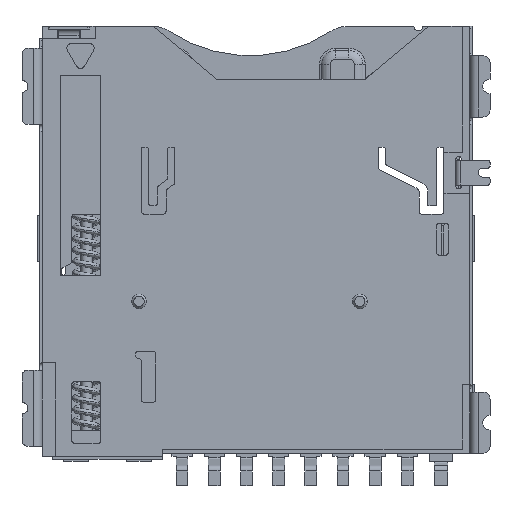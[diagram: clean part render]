
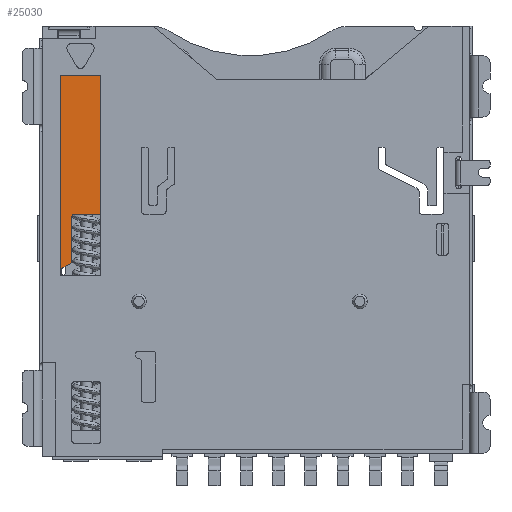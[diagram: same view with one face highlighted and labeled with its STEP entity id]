
A CAD part, front view. The second image highlights one B-rep face of the part: STEP entity #25030.
In plain terms, the highlighted planar face has unit normal (0, -1, 0).
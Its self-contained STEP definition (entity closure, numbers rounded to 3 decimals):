
#213 = EDGE_CURVE ( 'NONE', #40140, #31745, #637, .T. ) ;
#532 = CARTESIAN_POINT ( 'NONE',  ( -6.203, 0.1, 0.825 ) ) ;
#637 = CIRCLE ( 'NONE', #12400, 0.097 ) ;
#778 = AXIS2_PLACEMENT_3D ( 'NONE', #11714, #39785, #37033 ) ;
#1020 = AXIS2_PLACEMENT_3D ( 'NONE', #15922, #40576, #6117 ) ;
#1338 = CARTESIAN_POINT ( 'NONE',  ( -6.3, 0.1, 0.728 ) ) ;
#1740 = LINE ( 'NONE', #37928, #10562 ) ;
#2044 = EDGE_CURVE ( 'NONE', #21333, #13825, #4470, .T. ) ;
#2520 = EDGE_CURVE ( 'NONE', #12305, #34232, #19233, .T. ) ;
#3129 = VECTOR ( 'NONE', #29620, 1000. ) ;
#3454 = DIRECTION ( 'NONE',  ( 1., 0., 0. ) ) ;
#3607 = VERTEX_POINT ( 'NONE', #32589 ) ;
#4198 = CIRCLE ( 'NONE', #37223, 0.097 ) ;
#4470 = LINE ( 'NONE', #17116, #8864 ) ;
#4592 = ORIENTED_EDGE ( 'NONE', *, *, #18058, .T. ) ;
#4759 = DIRECTION ( 'NONE',  ( 0., 1., 0. ) ) ;
#4822 = ORIENTED_EDGE ( 'NONE', *, *, #9426, .T. ) ;
#4872 = VECTOR ( 'NONE', #31122, 1000. ) ;
#4967 = VECTOR ( 'NONE', #13902, 1000. ) ;
#5844 = LINE ( 'NONE', #9267, #4872 ) ;
#6117 = DIRECTION ( 'NONE',  ( 1., 0., 0. ) ) ;
#6551 = AXIS2_PLACEMENT_3D ( 'NONE', #26226, #7553, #20050 ) ;
#6754 = ORIENTED_EDGE ( 'NONE', *, *, #2520, .T. ) ;
#7552 = ORIENTED_EDGE ( 'NONE', *, *, #36213, .F. ) ;
#7553 = DIRECTION ( 'NONE',  ( 0., -1., 0. ) ) ;
#8581 = CARTESIAN_POINT ( 'NONE',  ( -6.7, 0.1, 5.58 ) ) ;
#8739 = CIRCLE ( 'NONE', #21724, 0.097 ) ;
#8864 = VECTOR ( 'NONE', #26537, 1000. ) ;
#9267 = CARTESIAN_POINT ( 'NONE',  ( -6.7, 0.1, -1.275 ) ) ;
#9426 = EDGE_CURVE ( 'NONE', #25797, #12305, #5844, .T. ) ;
#9982 = ORIENTED_EDGE ( 'NONE', *, *, #25202, .T. ) ;
#10562 = VECTOR ( 'NONE', #16435, 1000. ) ;
#10705 = CIRCLE ( 'NONE', #1020, 0.097 ) ;
#11304 = ORIENTED_EDGE ( 'NONE', *, *, #12329, .T. ) ;
#11522 = ORIENTED_EDGE ( 'NONE', *, *, #18555, .T. ) ;
#11595 = ORIENTED_EDGE ( 'NONE', *, *, #23487, .T. ) ;
#11714 = CARTESIAN_POINT ( 'NONE',  ( -6.553, 0.1, -1.178 ) ) ;
#11879 = VECTOR ( 'NONE', #25447, 1000. ) ;
#11959 = VERTEX_POINT ( 'NONE', #30019 ) ;
#12271 = VECTOR ( 'NONE', #36055, 1000. ) ;
#12305 = VERTEX_POINT ( 'NONE', #19151 ) ;
#12329 = EDGE_CURVE ( 'NONE', #13825, #25797, #30504, .T. ) ;
#12400 = AXIS2_PLACEMENT_3D ( 'NONE', #39465, #4759, #26846 ) ;
#13359 = VECTOR ( 'NONE', #30678, 1000. ) ;
#13825 = VERTEX_POINT ( 'NONE', #35789 ) ;
#13902 = DIRECTION ( 'NONE',  ( 1., 0., 0. ) ) ;
#14289 = CARTESIAN_POINT ( 'NONE',  ( -6.65, 0.1, 0. ) ) ;
#15922 = CARTESIAN_POINT ( 'NONE',  ( -6.553, 0.1, -1.083 ) ) ;
#16042 = FACE_OUTER_BOUND ( 'NONE', #21232, .T. ) ;
#16434 = CARTESIAN_POINT ( 'NONE',  ( -6.3, 0.1, -0.769 ) ) ;
#16435 = DIRECTION ( 'NONE',  ( 0.866, 0., 0.5 ) ) ;
#17116 = CARTESIAN_POINT ( 'NONE',  ( -5.3, 0.1, -1.275 ) ) ;
#18058 = EDGE_CURVE ( 'NONE', #25139, #28539, #10705, .T. ) ;
#18245 = ORIENTED_EDGE ( 'NONE', *, *, #2044, .T. ) ;
#18456 = CARTESIAN_POINT ( 'NONE',  ( -6.3, 0.1, 0. ) ) ;
#18555 = EDGE_CURVE ( 'NONE', #11959, #33050, #8739, .T. ) ;
#18951 = DIRECTION ( 'NONE',  ( 0., -1., 0. ) ) ;
#19151 = CARTESIAN_POINT ( 'NONE',  ( -6.7, 0.1, -1.275 ) ) ;
#19233 = LINE ( 'NONE', #39051, #3129 ) ;
#19920 = ORIENTED_EDGE ( 'NONE', *, *, #19951, .T. ) ;
#19951 = EDGE_CURVE ( 'NONE', #28539, #11959, #1740, .T. ) ;
#20050 = DIRECTION ( 'NONE',  ( 0., 0., -1. ) ) ;
#20143 = CARTESIAN_POINT ( 'NONE',  ( -5.397, 0.1, 0.825 ) ) ;
#20220 = CARTESIAN_POINT ( 'NONE',  ( -6.553, 0.1, -1.275 ) ) ;
#21232 = EDGE_LOOP ( 'NONE', ( #18245, #11304, #4822, #6754, #9982, #11595, #4592, #19920, #11522, #38394, #33406, #33017, #7552 ) ) ;
#21333 = VERTEX_POINT ( 'NONE', #30216 ) ;
#21724 = AXIS2_PLACEMENT_3D ( 'NONE', #38298, #35271, #3454 ) ;
#22118 = DIRECTION ( 'NONE',  ( 1., 0., 0. ) ) ;
#22482 = EDGE_CURVE ( 'NONE', #33050, #40140, #23588, .T. ) ;
#23479 = EDGE_CURVE ( 'NONE', #31745, #25689, #38225, .T. ) ;
#23487 = EDGE_CURVE ( 'NONE', #3607, #25139, #32349, .T. ) ;
#23588 = LINE ( 'NONE', #18456, #13359 ) ;
#25030 = ADVANCED_FACE ( 'NONE', ( #16042 ), #38833, .T. ) ;
#25139 = VERTEX_POINT ( 'NONE', #33081 ) ;
#25202 = EDGE_CURVE ( 'NONE', #34232, #3607, #40046, .T. ) ;
#25447 = DIRECTION ( 'NONE',  ( -1., 0., 0. ) ) ;
#25689 = VERTEX_POINT ( 'NONE', #20143 ) ;
#25797 = VERTEX_POINT ( 'NONE', #8581 ) ;
#26226 = CARTESIAN_POINT ( 'NONE',  ( 0., 0.1, 0. ) ) ;
#26537 = DIRECTION ( 'NONE',  ( 0., 0., 1. ) ) ;
#26846 = DIRECTION ( 'NONE',  ( 1., 0., 0. ) ) ;
#28539 = VERTEX_POINT ( 'NONE', #32857 ) ;
#29496 = CARTESIAN_POINT ( 'NONE',  ( 0., 0.1, 0.825 ) ) ;
#29620 = DIRECTION ( 'NONE',  ( 1., 0., 0. ) ) ;
#30019 = CARTESIAN_POINT ( 'NONE',  ( -6.348, 0.1, -0.853 ) ) ;
#30216 = CARTESIAN_POINT ( 'NONE',  ( -5.3, 0.1, 0.728 ) ) ;
#30504 = LINE ( 'NONE', #38184, #11879 ) ;
#30678 = DIRECTION ( 'NONE',  ( 0., 0., 1. ) ) ;
#31122 = DIRECTION ( 'NONE',  ( 0., 0., -1. ) ) ;
#31745 = VERTEX_POINT ( 'NONE', #532 ) ;
#32349 = LINE ( 'NONE', #14289, #12271 ) ;
#32589 = CARTESIAN_POINT ( 'NONE',  ( -6.65, 0.1, -1.178 ) ) ;
#32857 = CARTESIAN_POINT ( 'NONE',  ( -6.602, 0.1, -0.999 ) ) ;
#33017 = ORIENTED_EDGE ( 'NONE', *, *, #23479, .T. ) ;
#33050 = VERTEX_POINT ( 'NONE', #16434 ) ;
#33081 = CARTESIAN_POINT ( 'NONE',  ( -6.65, 0.1, -1.083 ) ) ;
#33406 = ORIENTED_EDGE ( 'NONE', *, *, #213, .T. ) ;
#34232 = VERTEX_POINT ( 'NONE', #20220 ) ;
#35271 = DIRECTION ( 'NONE',  ( 0., -1., 0. ) ) ;
#35789 = CARTESIAN_POINT ( 'NONE',  ( -5.3, 0.1, 5.58 ) ) ;
#36055 = DIRECTION ( 'NONE',  ( 0., 0., 1. ) ) ;
#36213 = EDGE_CURVE ( 'NONE', #21333, #25689, #4198, .T. ) ;
#37033 = DIRECTION ( 'NONE',  ( 1., 0., 0. ) ) ;
#37223 = AXIS2_PLACEMENT_3D ( 'NONE', #37462, #18951, #22118 ) ;
#37462 = CARTESIAN_POINT ( 'NONE',  ( -5.397, 0.1, 0.728 ) ) ;
#37928 = CARTESIAN_POINT ( 'NONE',  ( -1.218, 0.1, 2.109 ) ) ;
#38184 = CARTESIAN_POINT ( 'NONE',  ( -5.3, 0.1, 5.58 ) ) ;
#38225 = LINE ( 'NONE', #29496, #4967 ) ;
#38298 = CARTESIAN_POINT ( 'NONE',  ( -6.397, 0.1, -0.769 ) ) ;
#38394 = ORIENTED_EDGE ( 'NONE', *, *, #22482, .T. ) ;
#38833 = PLANE ( 'NONE',  #6551 ) ;
#39051 = CARTESIAN_POINT ( 'NONE',  ( -5.3, 0.1, -1.275 ) ) ;
#39465 = CARTESIAN_POINT ( 'NONE',  ( -6.203, 0.1, 0.728 ) ) ;
#39785 = DIRECTION ( 'NONE',  ( 0., 1., 0. ) ) ;
#40046 = CIRCLE ( 'NONE', #778, 0.097 ) ;
#40140 = VERTEX_POINT ( 'NONE', #1338 ) ;
#40576 = DIRECTION ( 'NONE',  ( 0., 1., 0. ) ) ;
